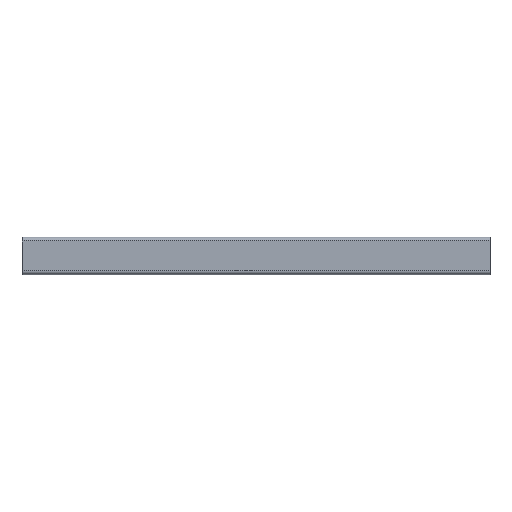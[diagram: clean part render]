
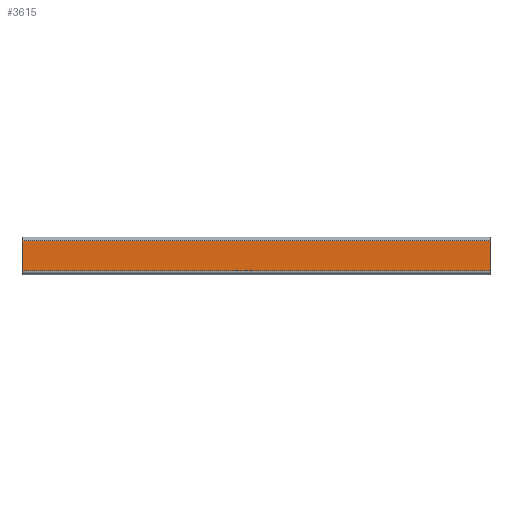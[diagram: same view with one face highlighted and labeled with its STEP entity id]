
A CAD part, top view. The second image highlights one B-rep face of the part: STEP entity #3615.
In plain terms, the highlighted planar face has unit normal (0, 0, 1).
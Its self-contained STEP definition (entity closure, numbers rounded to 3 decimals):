
#99 = LINE ( 'NONE', #3084, #609 ) ;
#256 = VERTEX_POINT ( 'NONE', #2646 ) ;
#266 = CARTESIAN_POINT ( 'NONE',  ( 1500., -16., 2720. ) ) ;
#313 = ORIENTED_EDGE ( 'NONE', *, *, #1420, .F. ) ;
#392 = EDGE_CURVE ( 'NONE', #256, #2407, #99, .T. ) ;
#511 = ORIENTED_EDGE ( 'NONE', *, *, #392, .T. ) ;
#583 = PLANE ( 'NONE',  #1006 ) ;
#609 = VECTOR ( 'NONE', #1701, 1000. ) ;
#729 = DIRECTION ( 'NONE',  ( 1., 0., 0. ) ) ;
#873 = LINE ( 'NONE', #3914, #1546 ) ;
#1006 = AXIS2_PLACEMENT_3D ( 'NONE', #2637, #2344, #2322 ) ;
#1298 = LINE ( 'NONE', #266, #3976 ) ;
#1322 = EDGE_CURVE ( 'NONE', #2693, #256, #3085, .T. ) ;
#1393 = CARTESIAN_POINT ( 'NONE',  ( 1500., -16., 2720. ) ) ;
#1420 = EDGE_CURVE ( 'NONE', #2848, #2407, #873, .T. ) ;
#1546 = VECTOR ( 'NONE', #3930, 1000. ) ;
#1627 = DIRECTION ( 'NONE',  ( 0., 1., 0. ) ) ;
#1701 = DIRECTION ( 'NONE',  ( 0., 1., 0. ) ) ;
#1743 = CARTESIAN_POINT ( 'NONE',  ( 1500., 16., 2720. ) ) ;
#1751 = CARTESIAN_POINT ( 'NONE',  ( 2000., 16., 2720. ) ) ;
#1938 = CARTESIAN_POINT ( 'NONE',  ( 1500., -16., 2720. ) ) ;
#2230 = EDGE_LOOP ( 'NONE', ( #511, #313, #2347, #3693 ) ) ;
#2322 = DIRECTION ( 'NONE',  ( -1., 0., 0. ) ) ;
#2344 = DIRECTION ( 'NONE',  ( 0., 0., -1. ) ) ;
#2347 = ORIENTED_EDGE ( 'NONE', *, *, #2702, .F. ) ;
#2367 = FACE_OUTER_BOUND ( 'NONE', #2230, .T. ) ;
#2407 = VERTEX_POINT ( 'NONE', #1751 ) ;
#2418 = VECTOR ( 'NONE', #729, 1000. ) ;
#2637 = CARTESIAN_POINT ( 'NONE',  ( 1500., -16., 2720. ) ) ;
#2646 = CARTESIAN_POINT ( 'NONE',  ( 2000., -16., 2720. ) ) ;
#2693 = VERTEX_POINT ( 'NONE', #1938 ) ;
#2702 = EDGE_CURVE ( 'NONE', #2693, #2848, #1298, .T. ) ;
#2848 = VERTEX_POINT ( 'NONE', #1743 ) ;
#3084 = CARTESIAN_POINT ( 'NONE',  ( 2000., -16., 2720. ) ) ;
#3085 = LINE ( 'NONE', #1393, #2418 ) ;
#3615 = ADVANCED_FACE ( 'NONE', ( #2367 ), #583, .F. ) ;
#3693 = ORIENTED_EDGE ( 'NONE', *, *, #1322, .T. ) ;
#3914 = CARTESIAN_POINT ( 'NONE',  ( 1500., 16., 2720. ) ) ;
#3930 = DIRECTION ( 'NONE',  ( 1., 0., 0. ) ) ;
#3976 = VECTOR ( 'NONE', #1627, 1000. ) ;
